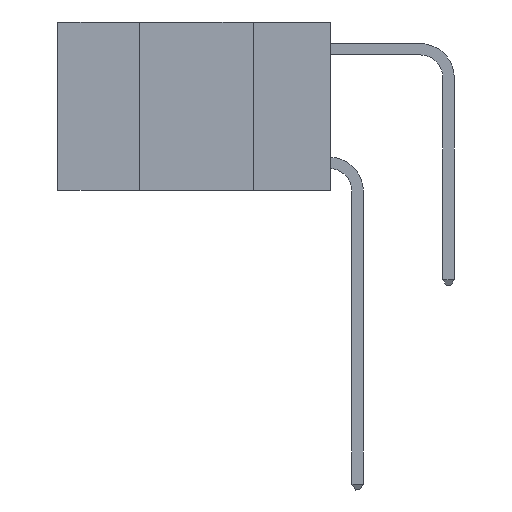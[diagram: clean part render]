
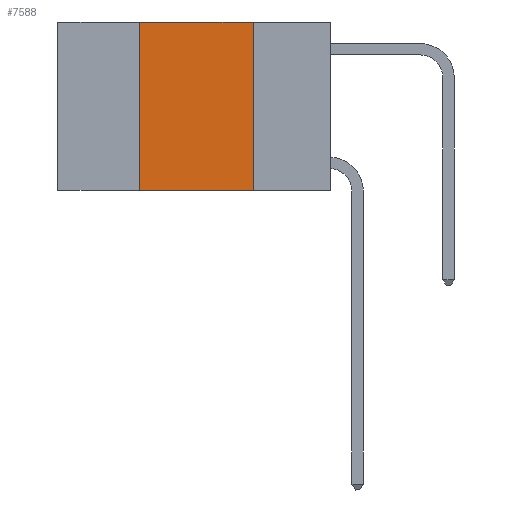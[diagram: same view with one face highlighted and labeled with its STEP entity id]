
A CAD part, left-side view. The second image highlights one B-rep face of the part: STEP entity #7588.
In plain terms, the highlighted planar face has unit normal (-1, 0, 0).
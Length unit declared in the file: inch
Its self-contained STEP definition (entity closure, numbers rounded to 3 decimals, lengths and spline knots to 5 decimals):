
#257 = DIRECTION ( 'NONE',  ( 1., 0., 0. ) ) ;
#476 = CARTESIAN_POINT ( 'NONE',  ( 0., 0.17, -0.37 ) ) ;
#672 = VERTEX_POINT ( 'NONE', #476 ) ;
#1159 = ORIENTED_EDGE ( 'NONE', *, *, #8054, .F. ) ;
#1384 = DIRECTION ( 'NONE',  ( 0., -1., 0. ) ) ;
#1408 = DIRECTION ( 'NONE',  ( 0., -1., 0. ) ) ;
#1561 = VERTEX_POINT ( 'NONE', #3130 ) ;
#1602 = VECTOR ( 'NONE', #8281, 39.37008 ) ;
#1783 = FACE_OUTER_BOUND ( 'NONE', #5074, .T. ) ;
#1928 = ORIENTED_EDGE ( 'NONE', *, *, #3594, .T. ) ;
#1956 = LINE ( 'NONE', #2596, #1602 ) ;
#2596 = CARTESIAN_POINT ( 'NONE',  ( 0., 0.17, 0. ) ) ;
#2905 = VERTEX_POINT ( 'NONE', #7761 ) ;
#3130 = CARTESIAN_POINT ( 'NONE',  ( 0., 0.42, 0. ) ) ;
#3270 = VERTEX_POINT ( 'NONE', #8252 ) ;
#3319 = EDGE_CURVE ( 'NONE', #1561, #2905, #8510, .T. ) ;
#3354 = ORIENTED_EDGE ( 'NONE', *, *, #5516, .F. ) ;
#3594 = EDGE_CURVE ( 'NONE', #3270, #672, #9900, .T. ) ;
#4039 = VECTOR ( 'NONE', #1384, 39.37008 ) ;
#4346 = VECTOR ( 'NONE', #8930, 39.37008 ) ;
#4724 = ORIENTED_EDGE ( 'NONE', *, *, #3319, .F. ) ;
#5002 = CARTESIAN_POINT ( 'NONE',  ( 0., 0.6, 0. ) ) ;
#5074 = EDGE_LOOP ( 'NONE', ( #3354, #4724, #1159, #1928 ) ) ;
#5516 = EDGE_CURVE ( 'NONE', #2905, #672, #1956, .T. ) ;
#5768 = CARTESIAN_POINT ( 'NONE',  ( 0., 0.42, 0. ) ) ;
#7229 = CARTESIAN_POINT ( 'NONE',  ( 0., 0.6, 0. ) ) ;
#7308 = PLANE ( 'NONE',  #8608 ) ;
#7588 = ADVANCED_FACE ( 'NONE', ( #1783 ), #7308, .F. ) ;
#7761 = CARTESIAN_POINT ( 'NONE',  ( 0., 0.17, 0. ) ) ;
#8054 = EDGE_CURVE ( 'NONE', #3270, #1561, #9616, .T. ) ;
#8252 = CARTESIAN_POINT ( 'NONE',  ( 0., 0.42, -0.37 ) ) ;
#8281 = DIRECTION ( 'NONE',  ( 0., 0., -1. ) ) ;
#8423 = CARTESIAN_POINT ( 'NONE',  ( 0., 0.6, -0.37 ) ) ;
#8510 = LINE ( 'NONE', #7229, #8816 ) ;
#8608 = AXIS2_PLACEMENT_3D ( 'NONE', #5002, #257, #9681 ) ;
#8816 = VECTOR ( 'NONE', #1408, 39.37008 ) ;
#8930 = DIRECTION ( 'NONE',  ( 0., 0., 1. ) ) ;
#9616 = LINE ( 'NONE', #5768, #4346 ) ;
#9681 = DIRECTION ( 'NONE',  ( 0., 0., -1. ) ) ;
#9900 = LINE ( 'NONE', #8423, #4039 ) ;
